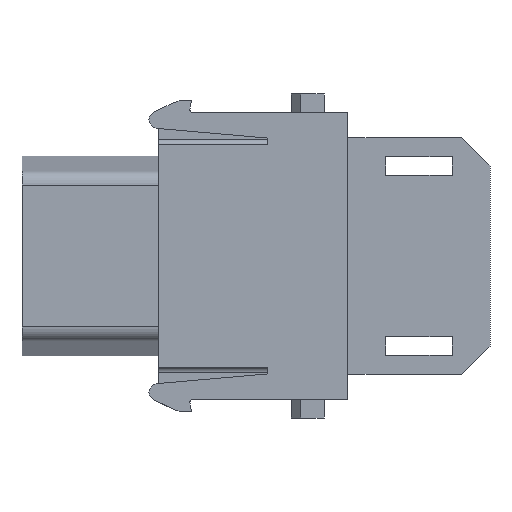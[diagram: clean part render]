
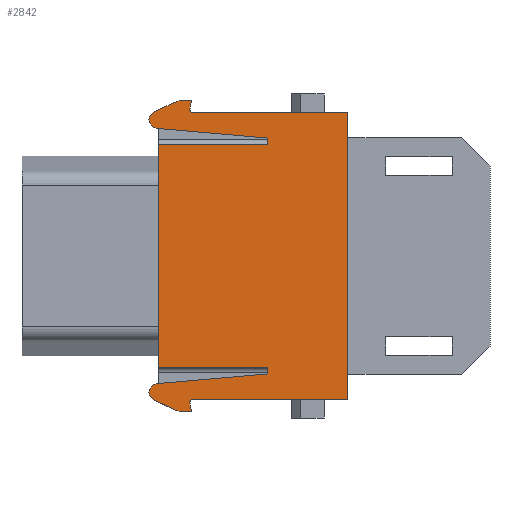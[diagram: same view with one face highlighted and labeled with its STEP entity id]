
A CAD part, left-side view. The second image highlights one B-rep face of the part: STEP entity #2842.
In plain terms, the highlighted planar face has unit normal (-1, 0, 0).
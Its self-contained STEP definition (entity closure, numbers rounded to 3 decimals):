
#149=DIRECTION('',(0.,1.,0.));
#150=VECTOR('',#149,16.384);
#151=CARTESIAN_POINT('',(-7.325,-17.55,15.15));
#152=LINE('',#151,#150);
#177=CARTESIAN_POINT('',(-7.325,0.128,-16.4));
#178=CARTESIAN_POINT('',(-7.325,0.177,-16.4));
#179=CARTESIAN_POINT('',(-7.325,0.273,
-16.393));
#180=CARTESIAN_POINT('',(-7.325,0.413,
-16.362));
#181=CARTESIAN_POINT('',(-7.325,0.506,
-16.327));
#182=CARTESIAN_POINT('',(-7.325,0.55,
-16.307));
#184=DIRECTION('',(0.,0.906,0.423));
#185=VECTOR('',#184,2.563);
#186=CARTESIAN_POINT('',(-7.325,0.55,
-16.307));
#187=LINE('',#186,#185);
#188=CARTESIAN_POINT('',(-7.325,2.45,-14.317));
#189=DIRECTION('',(1.,0.,0.));
#190=DIRECTION('',(0.,0.423,-0.906));
#191=AXIS2_PLACEMENT_3D('',#188,#189,#190);
#193=CARTESIAN_POINT('',(-7.325,2.45,-14.464));
#194=DIRECTION('',(1.,0.,0.));
#195=DIRECTION('',(0.,0.997,0.073));
#196=AXIS2_PLACEMENT_3D('',#193,#194,#195);
#198=DIRECTION('',(0.,-0.996,0.087));
#199=VECTOR('',#198,11.682);
#200=CARTESIAN_POINT('',(-7.325,2.537,-13.468));
#201=LINE('',#200,#199);
#202=DIRECTION('',(0.,1.,0.));
#203=VECTOR('',#202,11.55);
#204=CARTESIAN_POINT('',(-7.325,-9.1,-11.8));
#205=LINE('',#204,#203);
#206=DIRECTION('',(0.,0.,1.));
#207=VECTOR('',#206,0.65);
#208=CARTESIAN_POINT('',(-7.325,-9.1,11.8));
#209=LINE('',#208,#207);
#210=DIRECTION('',(0.,0.996,0.087));
#211=VECTOR('',#210,11.682);
#212=CARTESIAN_POINT('',(-7.325,-9.1,12.45));
#213=LINE('',#212,#211);
#214=CARTESIAN_POINT('',(-7.325,2.45,14.464));
#215=DIRECTION('',(1.,0.,0.));
#216=DIRECTION('',(0.,0.087,-0.996));
#217=AXIS2_PLACEMENT_3D('',#214,#215,#216);
#219=CARTESIAN_POINT('',(-7.325,2.45,14.317));
#220=DIRECTION('',(1.,0.,0.));
#221=DIRECTION('',(0.,0.997,0.073));
#222=AXIS2_PLACEMENT_3D('',#219,#220,#221);
#224=DIRECTION('',(0.,-0.906,0.423));
#225=VECTOR('',#224,2.562);
#226=CARTESIAN_POINT('',(-7.325,2.873,15.224));
#227=LINE('',#226,#225);
#228=CARTESIAN_POINT('',(-7.325,0.551,16.306));
#229=CARTESIAN_POINT('',(-7.325,0.507,16.327));
#230=CARTESIAN_POINT('',(-7.325,0.417,16.361));
#231=CARTESIAN_POINT('',(-7.325,0.276,16.393));
#232=CARTESIAN_POINT('',(-7.325,0.178,16.4));
#233=CARTESIAN_POINT('',(-7.325,0.129,16.4));
#235=DIRECTION('',(0.,-1.,0.));
#236=VECTOR('',#235,1.179);
#237=CARTESIAN_POINT('',(-7.325,0.129,16.4));
#238=LINE('',#237,#236);
#239=DIRECTION('',(0.,0.196,-0.981));
#240=VECTOR('',#239,0.909);
#241=CARTESIAN_POINT('',(-7.325,-1.05,16.4));
#242=LINE('',#241,#240);
#243=CARTESIAN_POINT('',(-7.325,-1.166,15.45));
#244=DIRECTION('',(-1.,0.,0.));
#245=DIRECTION('',(0.,0.981,0.196));
#246=AXIS2_PLACEMENT_3D('',#243,#244,#245);
#248=DIRECTION('',(0.,0.,-1.));
#249=VECTOR('',#248,30.3);
#250=CARTESIAN_POINT('',(-7.325,-17.55,15.15));
#251=LINE('',#250,#249);
#252=DIRECTION('',(0.,1.,0.));
#253=VECTOR('',#252,16.384);
#254=CARTESIAN_POINT('',(-7.325,-17.55,-15.15));
#255=LINE('',#254,#253);
#256=CARTESIAN_POINT('',(-7.325,-1.166,-15.45));
#257=DIRECTION('',(-1.,0.,0.));
#258=DIRECTION('',(0.,0.,1.));
#259=AXIS2_PLACEMENT_3D('',#256,#257,#258);
#261=DIRECTION('',(0.,-0.196,-0.981));
#262=VECTOR('',#261,0.909);
#263=CARTESIAN_POINT('',(-7.325,-0.872,
-15.509));
#264=LINE('',#263,#262);
#311=DIRECTION('',(0.,-1.,0.));
#312=VECTOR('',#311,1.178);
#313=CARTESIAN_POINT('',(-7.325,0.128,-16.4));
#314=LINE('',#313,#312);
#790=DIRECTION('',(0.,0.,-1.));
#791=VECTOR('',#790,23.6);
#792=CARTESIAN_POINT('',(-7.325,2.45,11.8));
#793=LINE('',#792,#791);
#936=DIRECTION('',(0.,1.,0.));
#937=VECTOR('',#936,11.55);
#938=CARTESIAN_POINT('',(-7.325,-9.1,11.8));
#939=LINE('',#938,#937);
#973=DIRECTION('',(0.,0.,-1.));
#974=VECTOR('',#973,0.65);
#975=CARTESIAN_POINT('',(-7.325,-9.1,-11.8));
#976=LINE('',#975,#974);
#2106=CARTESIAN_POINT('',(-7.325,-1.166,15.15));
#2108=VERTEX_POINT('',#2106);
#2135=CARTESIAN_POINT('',(-7.325,-17.55,15.15));
#2136=VERTEX_POINT('',#2135);
#2149=CARTESIAN_POINT('',(-7.325,-0.872,
15.509));
#2150=VERTEX_POINT('',#2149);
#2153=VERTEX_POINT('',#177);
#2154=VERTEX_POINT('',#182);
#2155=CARTESIAN_POINT('',(-7.325,2.873,
-15.224));
#2156=VERTEX_POINT('',#2155);
#2157=CARTESIAN_POINT('',(-7.325,3.447,
-14.391));
#2158=VERTEX_POINT('',#2157);
#2159=CARTESIAN_POINT('',(-7.325,2.537,
-13.468));
#2160=VERTEX_POINT('',#2159);
#2161=CARTESIAN_POINT('',(-7.325,-9.1,-12.45));
#2162=VERTEX_POINT('',#2161);
#2163=CARTESIAN_POINT('',(-7.325,-9.1,-11.8));
#2164=VERTEX_POINT('',#2163);
#2165=CARTESIAN_POINT('',(-7.325,2.45,-11.8));
#2166=VERTEX_POINT('',#2165);
#2167=CARTESIAN_POINT('',(-7.325,2.45,11.8));
#2168=VERTEX_POINT('',#2167);
#2169=CARTESIAN_POINT('',(-7.325,-9.1,11.8));
#2170=VERTEX_POINT('',#2169);
#2171=CARTESIAN_POINT('',(-7.325,-9.1,12.45));
#2172=VERTEX_POINT('',#2171);
#2173=CARTESIAN_POINT('',(-7.325,2.537,13.468));
#2174=VERTEX_POINT('',#2173);
#2175=CARTESIAN_POINT('',(-7.325,3.447,14.391));
#2176=VERTEX_POINT('',#2175);
#2177=CARTESIAN_POINT('',(-7.325,2.873,15.224));
#2178=VERTEX_POINT('',#2177);
#2179=CARTESIAN_POINT('',(-7.325,0.551,
16.306));
#2180=VERTEX_POINT('',#2179);
#2181=VERTEX_POINT('',#233);
#2182=CARTESIAN_POINT('',(-7.325,-1.05,16.4));
#2183=VERTEX_POINT('',#2182);
#2184=CARTESIAN_POINT('',(-7.325,-17.55,-15.15));
#2185=VERTEX_POINT('',#2184);
#2186=CARTESIAN_POINT('',(-7.325,-1.166,-15.15));
#2187=VERTEX_POINT('',#2186);
#2188=CARTESIAN_POINT('',(-7.325,-0.872,
-15.509));
#2189=VERTEX_POINT('',#2188);
#2190=CARTESIAN_POINT('',(-7.325,-1.05,-16.4));
#2191=VERTEX_POINT('',#2190);
#2789=CARTESIAN_POINT('',(-7.325,-7.051,0.));
#2790=DIRECTION('',(1.,0.,0.));
#2791=DIRECTION('',(0.,0.,1.));
#2792=AXIS2_PLACEMENT_3D('',#2789,#2790,#2791);
#2793=PLANE('',#2792);
#2795=ORIENTED_EDGE('',*,*,#2794,.T.);
#2797=ORIENTED_EDGE('',*,*,#2796,.T.);
#2799=ORIENTED_EDGE('',*,*,#2798,.T.);
#2801=ORIENTED_EDGE('',*,*,#2800,.T.);
#2803=ORIENTED_EDGE('',*,*,#2802,.T.);
#2805=ORIENTED_EDGE('',*,*,#2804,.F.);
#2807=ORIENTED_EDGE('',*,*,#2806,.T.);
#2809=ORIENTED_EDGE('',*,*,#2808,.F.);
#2811=ORIENTED_EDGE('',*,*,#2810,.F.);
#2813=ORIENTED_EDGE('',*,*,#2812,.T.);
#2815=ORIENTED_EDGE('',*,*,#2814,.T.);
#2817=ORIENTED_EDGE('',*,*,#2816,.T.);
#2819=ORIENTED_EDGE('',*,*,#2818,.T.);
#2821=ORIENTED_EDGE('',*,*,#2820,.T.);
#2823=ORIENTED_EDGE('',*,*,#2822,.T.);
#2825=ORIENTED_EDGE('',*,*,#2824,.T.);
#2827=ORIENTED_EDGE('',*,*,#2826,.T.);
#2828=ORIENTED_EDGE('',*,*,#2780,.T.);
#2829=ORIENTED_EDGE('',*,*,#2755,.F.);
#2831=ORIENTED_EDGE('',*,*,#2830,.T.);
#2833=ORIENTED_EDGE('',*,*,#2832,.T.);
#2835=ORIENTED_EDGE('',*,*,#2834,.T.);
#2837=ORIENTED_EDGE('',*,*,#2836,.T.);
#2839=ORIENTED_EDGE('',*,*,#2838,.F.);
#2840=EDGE_LOOP('',(#2795,#2797,#2799,#2801,#2803,#2805,#2807,#2809,#2811,#2813,
#2815,#2817,#2819,#2821,#2823,#2825,#2827,#2828,#2829,#2831,#2833,#2835,#2837,
#2839));
#2841=FACE_OUTER_BOUND('',#2840,.F.);
#183=B_SPLINE_CURVE_WITH_KNOTS('',3,(#177,#178,#179,#180,#181,#182),
.UNSPECIFIED.,.F.,.F.,(4,1,1,4),(0.,0.333,0.667,1.),
.UNSPECIFIED.);
#192=CIRCLE('',#191,1.);
#197=CIRCLE('',#196,1.);
#218=CIRCLE('',#217,1.);
#223=CIRCLE('',#222,1.);
#234=B_SPLINE_CURVE_WITH_KNOTS('',3,(#228,#229,#230,#231,#232,#233),
.UNSPECIFIED.,.F.,.F.,(4,1,1,4),(0.,0.333,0.667,1.),
.UNSPECIFIED.);
#247=CIRCLE('',#246,0.3);
#260=CIRCLE('',#259,0.3);
#2755=EDGE_CURVE('',#2136,#2108,#152,.T.);
#2780=EDGE_CURVE('',#2150,#2108,#247,.T.);
#2794=EDGE_CURVE('',#2153,#2154,#183,.T.);
#2796=EDGE_CURVE('',#2154,#2156,#187,.T.);
#2798=EDGE_CURVE('',#2156,#2158,#192,.T.);
#2800=EDGE_CURVE('',#2158,#2160,#197,.T.);
#2802=EDGE_CURVE('',#2160,#2162,#201,.T.);
#2804=EDGE_CURVE('',#2164,#2162,#976,.T.);
#2806=EDGE_CURVE('',#2164,#2166,#205,.T.);
#2808=EDGE_CURVE('',#2168,#2166,#793,.T.);
#2810=EDGE_CURVE('',#2170,#2168,#939,.T.);
#2812=EDGE_CURVE('',#2170,#2172,#209,.T.);
#2814=EDGE_CURVE('',#2172,#2174,#213,.T.);
#2816=EDGE_CURVE('',#2174,#2176,#218,.T.);
#2818=EDGE_CURVE('',#2176,#2178,#223,.T.);
#2820=EDGE_CURVE('',#2178,#2180,#227,.T.);
#2822=EDGE_CURVE('',#2180,#2181,#234,.T.);
#2824=EDGE_CURVE('',#2181,#2183,#238,.T.);
#2826=EDGE_CURVE('',#2183,#2150,#242,.T.);
#2830=EDGE_CURVE('',#2136,#2185,#251,.T.);
#2832=EDGE_CURVE('',#2185,#2187,#255,.T.);
#2834=EDGE_CURVE('',#2187,#2189,#260,.T.);
#2836=EDGE_CURVE('',#2189,#2191,#264,.T.);
#2838=EDGE_CURVE('',#2153,#2191,#314,.T.);
#2842=ADVANCED_FACE('',(#2841),#2793,.F.);
